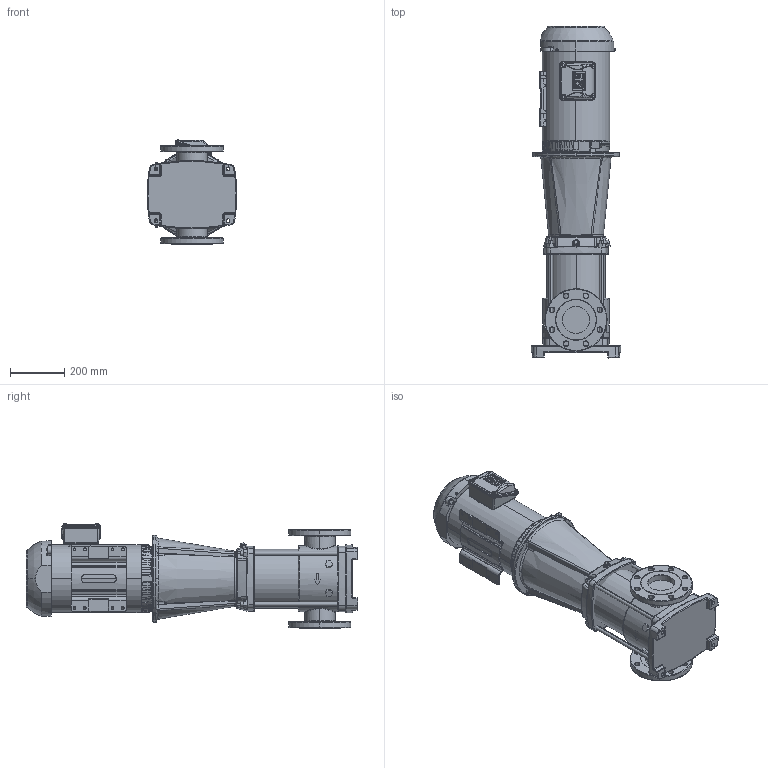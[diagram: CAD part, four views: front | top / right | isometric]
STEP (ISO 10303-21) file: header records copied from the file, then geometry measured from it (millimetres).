
FILE_DESCRIPTION (( 'STEP AP203' ), '1' );
FILE_NAME ('3350134 - MVI-320-2_2-15 HP-254TC-304-E-575~3.step', '2022-03-31T15:33:46', ( '' ), ( '' ), 'SwSTEP 2.0', 'SolidWorks 2021', '' );
FILE_SCHEMA (( 'CONFIG_CONTROL_DESIGN' ));
Length unit declared in the file: inch
Products named in the file (5): TEFC MOTOR_2700101 - NEMA V2 15 HP 254_6TC 575~3 TEFC W; 2700101 - NEMA V2 15 HP 254_6TC 575~3 TEFC W; MVI PEO - [304-EPDM]_3304134 - MVI-320-2_2-15 HP-254TC-304-E-S; 3350134 - MVI-320-2_2-15 HP-254TC-304-E-575~3; SBI(N)64-2-2
Assembly tree (4 placements, depth 3):
  3350134 - MVI-320-2_2-15 HP-254TC-304-E-575~3
    MVI PEO - [304-EPDM]_3304134 - MVI-320-2_2-15 HP-254TC-304-E-S
      SBI(N)64-2-2
    TEFC MOTOR_2700101 - NEMA V2 15 HP 254_6TC 575~3 TEFC W
      2700101 - NEMA V2 15 HP 254_6TC 575~3 TEFC W
Bounding box: 329.48 x 1220.97 x 385.02 mm (x, y, z)
Volume: 60857121.1 mm3; surface area: 2453074.7 mm2
Topology: 27 solids, 50 shells, 4035 faces, 10559 edges, 6873 vertices
Faces by surface type: plane 1931, cylinder 1479, bspline 355, cone 160, torus 104, sphere 6
Entity records: 159864 total; most frequent: CARTESIAN_POINT 61905, ORIENTED_EDGE 21034, DIRECTION 19579, EDGE_CURVE 10517, AXIS2_PLACEMENT_3D 6988, VERTEX_POINT 6871, LINE 5603, VECTOR 5603
